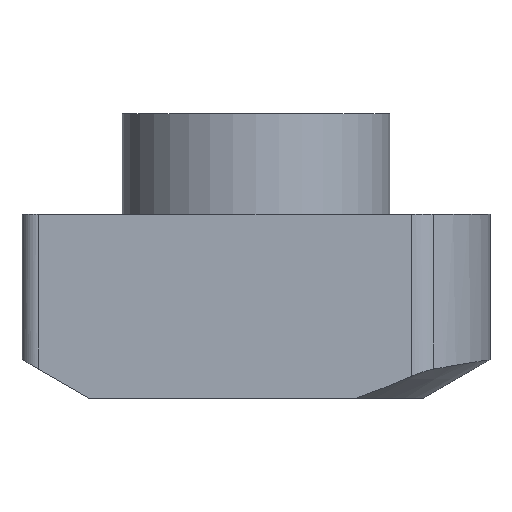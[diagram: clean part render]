
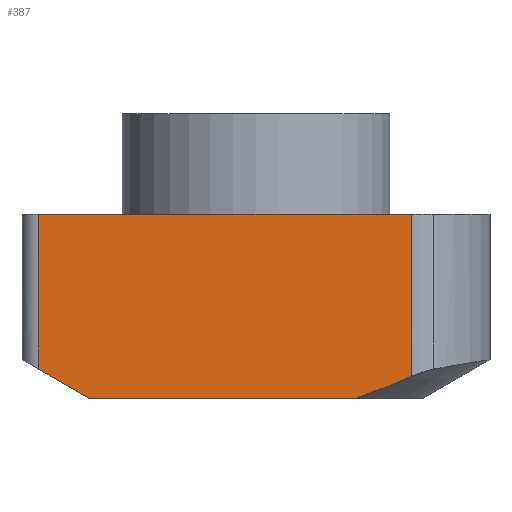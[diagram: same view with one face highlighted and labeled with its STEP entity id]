
A CAD part, front view. The second image highlights one B-rep face of the part: STEP entity #387.
In plain terms, the highlighted planar face has unit normal (0, -1, 0).
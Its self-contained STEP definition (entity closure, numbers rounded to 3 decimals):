
#9 = EDGE_CURVE ( 'NONE', #39, #690, #40, .T. ) ;
#31 = CARTESIAN_POINT ( 'NONE',  ( 5., -4., 5.5 ) ) ;
#36 = VECTOR ( 'NONE', #233, 1000. ) ;
#39 = VERTEX_POINT ( 'NONE', #603 ) ;
#40 = LINE ( 'NONE', #388, #455 ) ;
#41 = EDGE_LOOP ( 'NONE', ( #247, #139, #294, #424, #201, #684, #548 ) ) ;
#56 = LINE ( 'NONE', #588, #36 ) ;
#76 = DIRECTION ( 'NONE',  ( -0.866, 0., 0.5 ) ) ;
#85 = EDGE_CURVE ( 'NONE', #430, #667, #142, .T. ) ;
#106 = CARTESIAN_POINT ( 'NONE',  ( 4.646, -4., 0.653 ) ) ;
#112 = CARTESIAN_POINT ( 'NONE',  ( -2., -4., 0. ) ) ;
#120 = VECTOR ( 'NONE', #535, 1000. ) ;
#129 = EDGE_CURVE ( 'NONE', #593, #166, #406, .T. ) ;
#132 = FACE_OUTER_BOUND ( 'NONE', #41, .T. ) ;
#139 = ORIENTED_EDGE ( 'NONE', *, *, #216, .F. ) ;
#142 = LINE ( 'NONE', #112, #120 ) ;
#145 = CARTESIAN_POINT ( 'NONE',  ( -5., -4., 0. ) ) ;
#148 = LINE ( 'NONE', #31, #276 ) ;
#152 = VERTEX_POINT ( 'NONE', #349 ) ;
#166 = VERTEX_POINT ( 'NONE', #106 ) ;
#183 = LINE ( 'NONE', #207, #609 ) ;
#200 = CARTESIAN_POINT ( 'NONE',  ( 3.558, -4., 0.193 ) ) ;
#201 = ORIENTED_EDGE ( 'NONE', *, *, #457, .F. ) ;
#207 = CARTESIAN_POINT ( 'NONE',  ( -5., -4., 0. ) ) ;
#212 = DIRECTION ( 'NONE',  ( 0., 1., 0. ) ) ;
#216 = EDGE_CURVE ( 'NONE', #152, #593, #56, .T. ) ;
#233 = DIRECTION ( 'NONE',  ( 1., 0., 0. ) ) ;
#238 = CARTESIAN_POINT ( 'NONE',  ( 4.646, -4., 5.5 ) ) ;
#247 = ORIENTED_EDGE ( 'NONE', *, *, #129, .F. ) ;
#276 = VECTOR ( 'NONE', #691, 1000. ) ;
#294 = ORIENTED_EDGE ( 'NONE', *, *, #425, .F. ) ;
#320 = CARTESIAN_POINT ( 'NONE',  ( 4.646, -4., 0.653 ) ) ;
#349 = CARTESIAN_POINT ( 'NONE',  ( 0., -4., 5.5 ) ) ;
#387 = ADVANCED_FACE ( 'NONE', ( #132 ), #750, .F. ) ;
#388 = CARTESIAN_POINT ( 'NONE',  ( -6.5, -4., 5.5 ) ) ;
#406 = LINE ( 'NONE', #238, #451 ) ;
#424 = ORIENTED_EDGE ( 'NONE', *, *, #9, .F. ) ;
#425 = EDGE_CURVE ( 'NONE', #690, #152, #148, .T. ) ;
#426 = CARTESIAN_POINT ( 'NONE',  ( 4.646, -4., 5.5 ) ) ;
#430 = VERTEX_POINT ( 'NONE', #145 ) ;
#444 = CARTESIAN_POINT ( 'NONE',  ( 5., -4., 5.5 ) ) ;
#451 = VECTOR ( 'NONE', #719, 1000. ) ;
#455 = VECTOR ( 'NONE', #754, 1000. ) ;
#457 = EDGE_CURVE ( 'NONE', #430, #39, #183, .T. ) ;
#474 = CARTESIAN_POINT ( 'NONE',  ( -6.5, -4., 5.5 ) ) ;
#500 = CARTESIAN_POINT ( 'NONE',  ( 4.105, -4., 0.416 ) ) ;
#504 = EDGE_CURVE ( 'NONE', #166, #667, #773, .T. ) ;
#533 = CARTESIAN_POINT ( 'NONE',  ( 3., -4., 0. ) ) ;
#535 = DIRECTION ( 'NONE',  ( 1., 0., 0. ) ) ;
#548 = ORIENTED_EDGE ( 'NONE', *, *, #504, .F. ) ;
#554 = CARTESIAN_POINT ( 'NONE',  ( 3., -4., 0. ) ) ;
#565 = DIRECTION ( 'NONE',  ( -1., 0., 0. ) ) ;
#588 = CARTESIAN_POINT ( 'NONE',  ( 5., -4., 5.5 ) ) ;
#593 = VERTEX_POINT ( 'NONE', #426 ) ;
#603 = CARTESIAN_POINT ( 'NONE',  ( -6.5, -4., 0.866 ) ) ;
#609 = VECTOR ( 'NONE', #76, 1000. ) ;
#667 = VERTEX_POINT ( 'NONE', #533 ) ;
#684 = ORIENTED_EDGE ( 'NONE', *, *, #85, .T. ) ;
#686 = AXIS2_PLACEMENT_3D ( 'NONE', #444, #212, #565 ) ;
#690 = VERTEX_POINT ( 'NONE', #474 ) ;
#691 = DIRECTION ( 'NONE',  ( 1., 0., 0. ) ) ;
#719 = DIRECTION ( 'NONE',  ( 0., 0., -1. ) ) ;
#750 = PLANE ( 'NONE',  #686 ) ;
#754 = DIRECTION ( 'NONE',  ( 0., 0., 1. ) ) ;
#773 = B_SPLINE_CURVE_WITH_KNOTS ( 'NONE', 3,
 ( #320, #500, #200, #554 ),
 .UNSPECIFIED., .F., .F.,
 ( 4, 4 ),
 ( 0., 0.002 ),
 .UNSPECIFIED. ) ;
